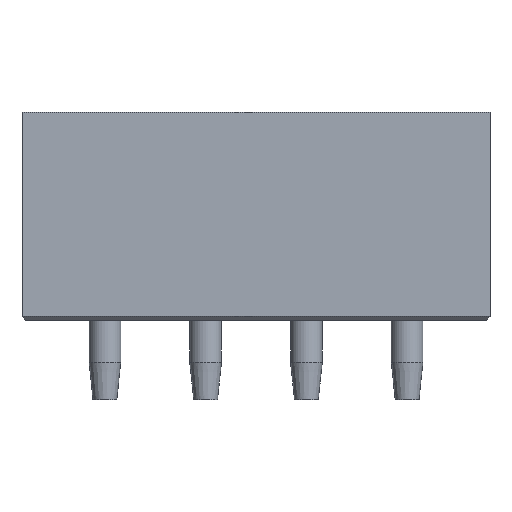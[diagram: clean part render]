
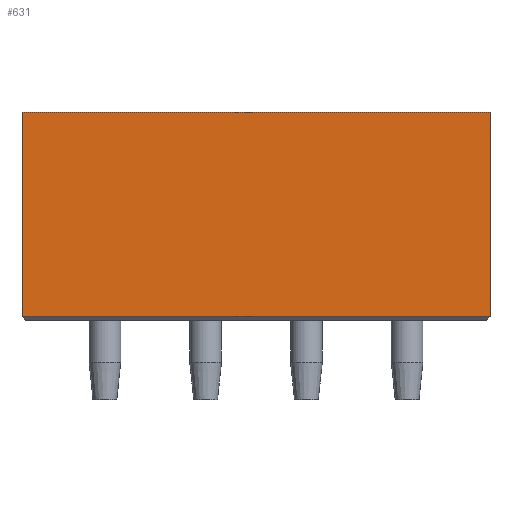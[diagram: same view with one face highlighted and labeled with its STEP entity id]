
A CAD part, front view. The second image highlights one B-rep face of the part: STEP entity #631.
In plain terms, the highlighted planar face has unit normal (0, -1, 0).
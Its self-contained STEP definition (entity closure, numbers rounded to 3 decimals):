
#69=FACE_OUTER_BOUND('',#115,.T.);
#115=EDGE_LOOP('',(#441,#442,#443,#444));
#160=LINE('',#972,#224);
#171=LINE('',#995,#235);
#172=LINE('',#996,#236);
#173=LINE('',#997,#237);
#224=VECTOR('',#767,10.);
#235=VECTOR('',#780,10.);
#236=VECTOR('',#781,10.);
#237=VECTOR('',#782,10.);
#288=VERTEX_POINT('',#969);
#289=VERTEX_POINT('',#971);
#299=VERTEX_POINT('',#993);
#300=VERTEX_POINT('',#994);
#342=EDGE_CURVE('',#288,#289,#160,.T.);
#353=EDGE_CURVE('',#299,#300,#171,.T.);
#354=EDGE_CURVE('',#299,#289,#172,.T.);
#355=EDGE_CURVE('',#300,#288,#173,.T.);
#441=ORIENTED_EDGE('',*,*,#353,.F.);
#442=ORIENTED_EDGE('',*,*,#354,.T.);
#443=ORIENTED_EDGE('',*,*,#342,.F.);
#444=ORIENTED_EDGE('',*,*,#355,.F.);
#606=PLANE('',#694);
#631=ADVANCED_FACE('',(#69),#606,.T.);
#694=AXIS2_PLACEMENT_3D('',#992,#778,#779);
#767=DIRECTION('',(1.,0.,0.));
#778=DIRECTION('center_axis',(0.,-1.,0.));
#779=DIRECTION('ref_axis',(1.,0.,0.));
#780=DIRECTION('',(-1.,0.,0.));
#781=DIRECTION('',(0.,0.,1.));
#782=DIRECTION('',(0.,0.,1.));
#969=CARTESIAN_POINT('',(-11.8,-4.225,10.5));
#971=CARTESIAN_POINT('',(11.8,-4.225,10.5));
#972=CARTESIAN_POINT('',(-11.8,-4.225,10.5));
#992=CARTESIAN_POINT('Origin',(-11.8,-4.225,0.));
#993=CARTESIAN_POINT('',(11.8,-4.225,0.2));
#994=CARTESIAN_POINT('',(-11.8,-4.225,0.2));
#995=CARTESIAN_POINT('',(-5.9,-4.225,0.2));
#996=CARTESIAN_POINT('',(11.8,-4.225,0.));
#997=CARTESIAN_POINT('',(-11.8,-4.225,0.));
